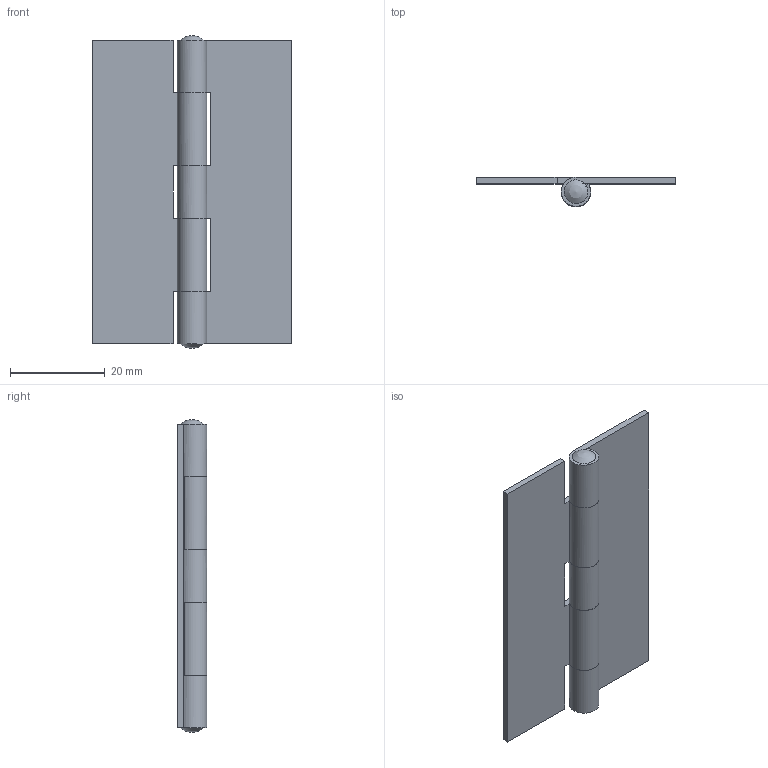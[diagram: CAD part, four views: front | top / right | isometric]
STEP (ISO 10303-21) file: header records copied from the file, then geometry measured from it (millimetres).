
FILE_DESCRIPTION((''),'2;1');
FILE_NAME('','2008-05-01T21:06:09',(''),(''),'','CADfix','');
FILE_SCHEMA(('AUTOMOTIVE_DESIGN { 1 0 10303 214 1 1 1 1 }'));
Length unit declared in the file: millimetre
Bounding box: 42 x 6.2 x 66 mm (x, y, z)
Volume: 5141.8 mm3; surface area: 7922 mm2
Topology: 3 solids, 3 shells, 44 faces, 118 edges, 82 vertices
Faces by surface type: bspline 44
Entity records: 1984 total; most frequent: CARTESIAN_POINT 1224, ORIENTED_EDGE 236, EDGE_CURVE 118, QUASI_UNIFORM_CURVE 86, VERTEX_POINT 82, EDGE_LOOP 46, FACE_OUTER_BOUND 44, ADVANCED_FACE 44
